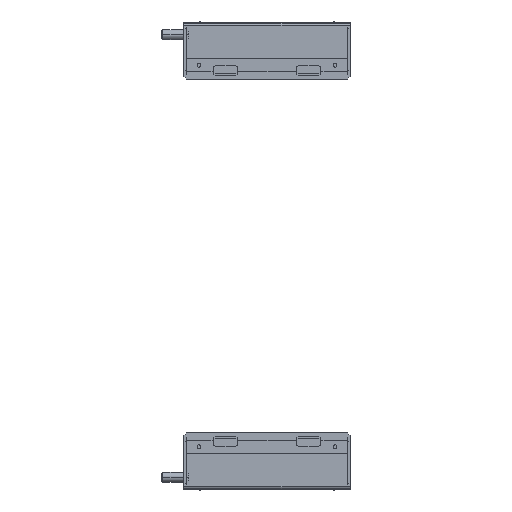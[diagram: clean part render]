
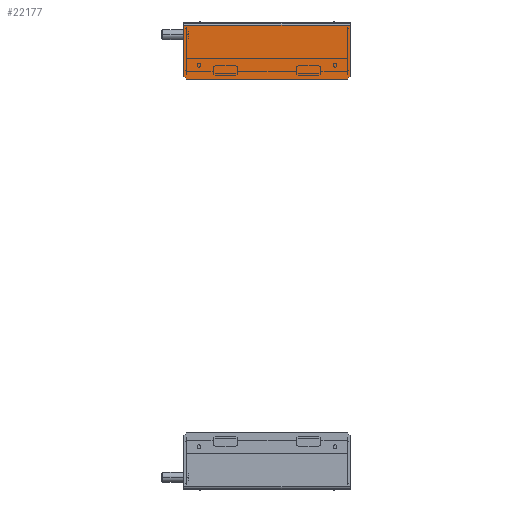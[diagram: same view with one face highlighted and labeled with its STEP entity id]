
A CAD part, left-side view. The second image highlights one B-rep face of the part: STEP entity #22177.
In plain terms, the highlighted face is planar.
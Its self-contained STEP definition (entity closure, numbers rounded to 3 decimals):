
#1030 = ORIENTED_EDGE ( 'NONE', *, *, #23555, .F. ) ;
#2455 = CARTESIAN_POINT ( 'NONE',  ( 34., -100., -31. ) ) ;
#2718 = CARTESIAN_POINT ( 'NONE',  ( 34., -100., 30.6 ) ) ;
#4567 = CARTESIAN_POINT ( 'NONE',  ( 34., 100., 34. ) ) ;
#5436 = VECTOR ( 'NONE', #20903, 1000. ) ;
#5454 = LINE ( 'NONE', #16907, #17487 ) ;
#6518 = VECTOR ( 'NONE', #28881, 1000. ) ;
#7324 = DIRECTION ( 'NONE',  ( 0., -1., 0. ) ) ;
#7529 = VERTEX_POINT ( 'NONE', #18356 ) ;
#9747 = ORIENTED_EDGE ( 'NONE', *, *, #18441, .T. ) ;
#9810 = DIRECTION ( 'NONE',  ( 0., 0.707, -0.707 ) ) ;
#10170 = VECTOR ( 'NONE', #14256, 1000. ) ;
#10421 = ORIENTED_EDGE ( 'NONE', *, *, #14073, .T. ) ;
#11038 = DIRECTION ( 'NONE',  ( 0., 0., -1. ) ) ;
#11702 = VERTEX_POINT ( 'NONE', #25532 ) ;
#13948 = LINE ( 'NONE', #26192, #10170 ) ;
#14073 = EDGE_CURVE ( 'NONE', #19862, #14584, #24489, .T. ) ;
#14256 = DIRECTION ( 'NONE',  ( 0., 0., -1. ) ) ;
#14584 = VERTEX_POINT ( 'NONE', #18944 ) ;
#15756 = EDGE_CURVE ( 'NONE', #28749, #19862, #28178, .T. ) ;
#16298 = FACE_OUTER_BOUND ( 'NONE', #29506, .T. ) ;
#16843 = ORIENTED_EDGE ( 'NONE', *, *, #15756, .T. ) ;
#16907 = CARTESIAN_POINT ( 'NONE',  ( 34., 100., -34. ) ) ;
#17487 = VECTOR ( 'NONE', #7324, 1000. ) ;
#18356 = CARTESIAN_POINT ( 'NONE',  ( 34., 100., -31. ) ) ;
#18441 = EDGE_CURVE ( 'NONE', #29036, #28749, #23074, .T. ) ;
#18944 = CARTESIAN_POINT ( 'NONE',  ( 34., -97., -34. ) ) ;
#18969 = ORIENTED_EDGE ( 'NONE', *, *, #30549, .T. ) ;
#19862 = VERTEX_POINT ( 'NONE', #22239 ) ;
#20611 = VECTOR ( 'NONE', #11038, 1000. ) ;
#20729 = CARTESIAN_POINT ( 'NONE',  ( 34., -100., 34. ) ) ;
#20903 = DIRECTION ( 'NONE',  ( 0., 0.707, 0.707 ) ) ;
#21086 = PLANE ( 'NONE',  #25860 ) ;
#21392 = DIRECTION ( 'NONE',  ( 0., 0., 1. ) ) ;
#21564 = EDGE_CURVE ( 'NONE', #11702, #14584, #5454, .T. ) ;
#22177 = ADVANCED_FACE ( 'NONE', ( #16298 ), #21086, .F. ) ;
#22239 = CARTESIAN_POINT ( 'NONE',  ( 34., -100., -31. ) ) ;
#22739 = LINE ( 'NONE', #25656, #5436 ) ;
#23074 = LINE ( 'NONE', #28481, #6518 ) ;
#23555 = EDGE_CURVE ( 'NONE', #29036, #7529, #13948, .T. ) ;
#24489 = LINE ( 'NONE', #2455, #30203 ) ;
#25532 = CARTESIAN_POINT ( 'NONE',  ( 34., 97., -34. ) ) ;
#25656 = CARTESIAN_POINT ( 'NONE',  ( 34., 97., -34. ) ) ;
#25671 = CARTESIAN_POINT ( 'NONE',  ( 34., 100., 30.6 ) ) ;
#25860 = AXIS2_PLACEMENT_3D ( 'NONE', #4567, #26057, #21392 ) ;
#26057 = DIRECTION ( 'NONE',  ( -1., 0., 0. ) ) ;
#26192 = CARTESIAN_POINT ( 'NONE',  ( 34., 100., 34. ) ) ;
#28178 = LINE ( 'NONE', #20729, #20611 ) ;
#28481 = CARTESIAN_POINT ( 'NONE',  ( 34., 100., 30.6 ) ) ;
#28749 = VERTEX_POINT ( 'NONE', #2718 ) ;
#28881 = DIRECTION ( 'NONE',  ( 0., -1., 0. ) ) ;
#29036 = VERTEX_POINT ( 'NONE', #25671 ) ;
#29506 = EDGE_LOOP ( 'NONE', ( #16843, #10421, #29725, #18969, #1030, #9747 ) ) ;
#29725 = ORIENTED_EDGE ( 'NONE', *, *, #21564, .F. ) ;
#30203 = VECTOR ( 'NONE', #9810, 1000. ) ;
#30549 = EDGE_CURVE ( 'NONE', #11702, #7529, #22739, .T. ) ;
